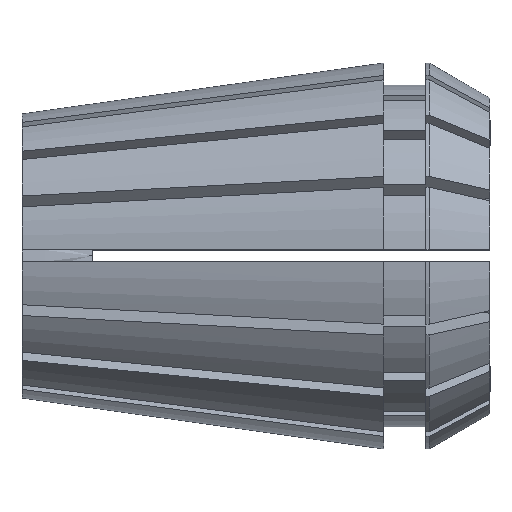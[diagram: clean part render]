
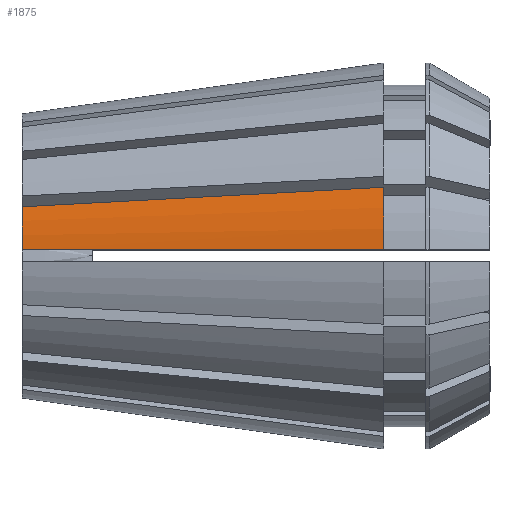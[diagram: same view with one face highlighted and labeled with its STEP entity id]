
A CAD part, top view. The second image highlights one B-rep face of the part: STEP entity #1875.
In plain terms, the highlighted conical face has half-angle 8 degrees and reference radius 16.5 mm.
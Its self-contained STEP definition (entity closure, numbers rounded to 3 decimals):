
#97 = CIRCLE ( 'NONE', #2716, 12.158 ) ;
#242 = CARTESIAN_POINT ( 'NONE',  ( 7.045, 4.566, 12.33 ) ) ;
#327 = ORIENTED_EDGE ( 'NONE', *, *, #3331, .F. ) ;
#337 = CARTESIAN_POINT ( 'NONE',  ( 0., 0., 0. ) ) ;
#351 = CARTESIAN_POINT ( 'NONE',  ( 0., 0.5, 12.147 ) ) ;
#388 = VERTEX_POINT ( 'NONE', #2634 ) ;
#523 = VERTEX_POINT ( 'NONE', #2717 ) ;
#542 = B_SPLINE_CURVE_WITH_KNOTS ( 'NONE', 3,
 ( #3317, #4673, #733, #1246, #3898, #2134, #5745, #3044, #3857, #351 ),
 .UNSPECIFIED., .F., .F.,
 ( 4, 3, 3, 4 ),
 ( 0.06, 0.064, 0.087, 0.091 ),
 .UNSPECIFIED. ) ;
#666 = AXIS2_PLACEMENT_3D ( 'NONE', #1601, #4258, #1583 ) ;
#672 = CARTESIAN_POINT ( 'NONE',  ( 27.645, 5.674, 15.006 ) ) ;
#733 = CARTESIAN_POINT ( 'NONE',  ( 27.722, 0.5, 16.046 ) ) ;
#1246 = CARTESIAN_POINT ( 'NONE',  ( 26.133, 0.5, 15.822 ) ) ;
#1261 = FACE_OUTER_BOUND ( 'NONE', #3373, .T. ) ;
#1405 = CONICAL_SURFACE ( 'NONE', #5095, 16.5, 0.14 ) ;
#1500 = DIRECTION ( 'NONE',  ( 1., 0., 0. ) ) ;
#1583 = DIRECTION ( 'NONE',  ( 0., 0., 1. ) ) ;
#1601 = CARTESIAN_POINT ( 'NONE',  ( 30.9, 0., 0. ) ) ;
#1648 = DIRECTION ( 'NONE',  ( 0., 0., 1. ) ) ;
#1669 = DIRECTION ( 'NONE',  ( -1., 0., 0. ) ) ;
#1875 = ADVANCED_FACE ( 'NONE', ( #1261 ), #1405, .T. ) ;
#1988 = CARTESIAN_POINT ( 'NONE',  ( 30.9, 5.85, 15.429 ) ) ;
#2105 = VERTEX_POINT ( 'NONE', #2839 ) ;
#2134 = CARTESIAN_POINT ( 'NONE',  ( 11.388, 0.5, 13.749 ) ) ;
#2202 = EDGE_CURVE ( 'NONE', #2872, #388, #2330, .T. ) ;
#2325 = B_SPLINE_CURVE_WITH_KNOTS ( 'NONE', 3,
 ( #4724, #242, #3346, #5610, #2429, #672, #1988 ),
 .UNSPECIFIED., .F., .F.,
 ( 4, 3, 4 ),
 ( 0., 0.021, 0.031 ),
 .UNSPECIFIED. ) ;
#2330 = CIRCLE ( 'NONE', #666, 16.5 ) ;
#2429 = CARTESIAN_POINT ( 'NONE',  ( 24.391, 5.499, 14.583 ) ) ;
#2634 = CARTESIAN_POINT ( 'NONE',  ( 30.9, 5.85, 15.429 ) ) ;
#2716 = AXIS2_PLACEMENT_3D ( 'NONE', #337, #1669, #1648 ) ;
#2717 = CARTESIAN_POINT ( 'NONE',  ( 0., 4.187, 11.414 ) ) ;
#2831 = CARTESIAN_POINT ( 'NONE',  ( 30.9, 0., 0. ) ) ;
#2839 = CARTESIAN_POINT ( 'NONE',  ( 0., 0.5, 12.147 ) ) ;
#2872 = VERTEX_POINT ( 'NONE', #4371 ) ;
#3044 = CARTESIAN_POINT ( 'NONE',  ( 2.677, 0.5, 12.524 ) ) ;
#3263 = EDGE_CURVE ( 'NONE', #523, #388, #2325, .T. ) ;
#3302 = DIRECTION ( 'NONE',  ( 0., 0., -1. ) ) ;
#3317 = CARTESIAN_POINT ( 'NONE',  ( 30.9, 0.5, 16.493 ) ) ;
#3331 = EDGE_CURVE ( 'NONE', #2872, #2105, #542, .T. ) ;
#3346 = CARTESIAN_POINT ( 'NONE',  ( 14.091, 4.945, 13.245 ) ) ;
#3373 = EDGE_LOOP ( 'NONE', ( #4752, #4286, #327, #4086 ) ) ;
#3402 = EDGE_CURVE ( 'NONE', #2105, #523, #97, .T. ) ;
#3857 = CARTESIAN_POINT ( 'NONE',  ( 1.338, 0.5, 12.336 ) ) ;
#3898 = CARTESIAN_POINT ( 'NONE',  ( 18.76, 0.5, 14.786 ) ) ;
#4086 = ORIENTED_EDGE ( 'NONE', *, *, #2202, .T. ) ;
#4258 = DIRECTION ( 'NONE',  ( -1., 0., 0. ) ) ;
#4286 = ORIENTED_EDGE ( 'NONE', *, *, #3402, .F. ) ;
#4371 = CARTESIAN_POINT ( 'NONE',  ( 30.9, 0.5, 16.493 ) ) ;
#4673 = CARTESIAN_POINT ( 'NONE',  ( 29.311, 0.5, 16.269 ) ) ;
#4724 = CARTESIAN_POINT ( 'NONE',  ( 0., 4.187, 11.414 ) ) ;
#4752 = ORIENTED_EDGE ( 'NONE', *, *, #3263, .F. ) ;
#5095 = AXIS2_PLACEMENT_3D ( 'NONE', #2831, #1500, #3302 ) ;
#5610 = CARTESIAN_POINT ( 'NONE',  ( 21.136, 5.324, 14.16 ) ) ;
#5745 = CARTESIAN_POINT ( 'NONE',  ( 4.015, 0.5, 12.712 ) ) ;
